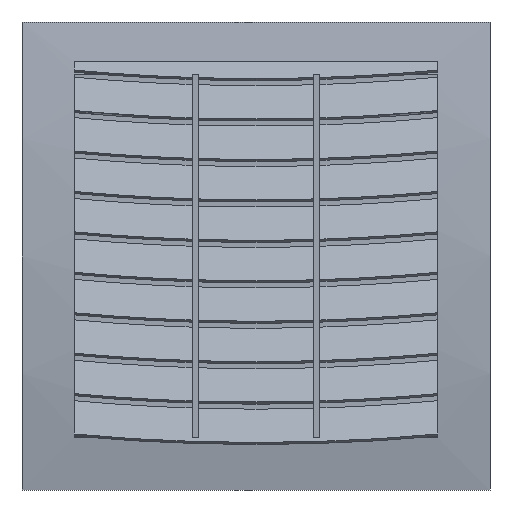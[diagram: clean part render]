
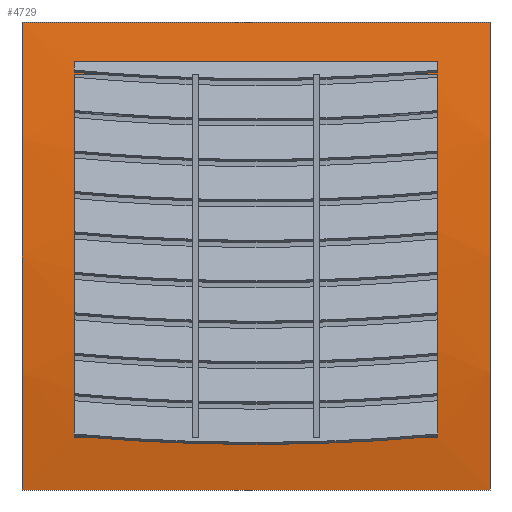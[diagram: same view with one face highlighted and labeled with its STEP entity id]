
A CAD part, front view. The second image highlights one B-rep face of the part: STEP entity #4729.
In plain terms, the highlighted cylindrical face has radius 582.812 mm (diameter 1165.62 mm), a partial arc.
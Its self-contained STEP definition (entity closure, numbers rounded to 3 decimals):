
#2501=CARTESIAN_POINT('POINT182',(-83.6,-21.182,
   66.604));
#2502=VERTEX_POINT('VERTEX182',#2501);
#2573=CARTESIAN_POINT('POINT188',(-83.6,-21.113,
   67.201));
#2574=VERTEX_POINT('VERTEX188',#2573);
#3334=CARTESIAN_POINT('POINT258',(83.6,-21.113,
   67.201));
#3335=VERTEX_POINT('VERTEX258',#3334);
#3406=CARTESIAN_POINT('POINT264',(83.6,-21.182,
   66.604));
#3407=VERTEX_POINT('VERTEX264',#3406);
#3446=CARTESIAN_POINT('POINT265',(-83.6,-19.545,
   -79.553));
#3447=VERTEX_POINT('VERTEX265',#3446);
#3462=CARTESIAN_POINT('POINT266',(83.6,-19.545,
   -79.553));
#3463=VERTEX_POINT('VERTEX266',#3462);
#3542=CARTESIAN_POINT('POINT273',(83.6,-19.266,
   -81.554));
#3543=VERTEX_POINT('VERTEX273',#3542);
#3558=CARTESIAN_POINT('POINT274',(-83.6,-19.266,
   -81.554));
#3559=VERTEX_POINT('VERTEX274',#3558);
#3721=CARTESIAN_POINT('POINT287',(-26.367,
   -18.973,-83.6));
#3722=VERTEX_POINT('VERTEX287',#3721);
#3732=CARTESIAN_POINT('POINT288',(-26.367,
   -18.973,83.6));
#3733=VERTEX_POINT('VERTEX288',#3732);
#3879=CARTESIAN_POINT('POINT295',(-29.367,
   -18.973,83.6));
#3880=VERTEX_POINT('VERTEX295',#3879);
#3890=CARTESIAN_POINT('POINT296',(-29.367,
   -18.973,-83.6));
#3891=VERTEX_POINT('VERTEX296',#3890);
#3984=CARTESIAN_POINT('POINT301',(29.367,
   -18.973,-83.6));
#3985=VERTEX_POINT('VERTEX301',#3984);
#3995=CARTESIAN_POINT('POINT302',(29.367,
   -18.973,83.6));
#3996=VERTEX_POINT('VERTEX302',#3995);
#4133=CARTESIAN_POINT('POINT307',(26.367,
   -18.973,83.6));
#4134=VERTEX_POINT('VERTEX307',#4133);
#4144=CARTESIAN_POINT('POINT308',(26.367,
   -18.973,-83.6));
#4145=VERTEX_POINT('VERTEX308',#4144);
#4235=CARTESIAN_POINT('POS442',(-107.5,-18.973,
   83.6));
#4236=DIRECTION('DIR587',(1.,0.,0.));
#4237=VECTOR('VEC297',#4236,1.);
#4238=LINE('STRAIGHT297',#4235,#4237);
#4239=EDGE_CURVE('EDGE453',#4134,#3996,#4238,.T.);
#4252=EDGE_CURVE('EDGE455',#3880,#3733,#4238,.T.);
#4259=CARTESIAN_POINT('POINT311',(83.6,-18.973,
   83.6));
#4260=VERTEX_POINT('VERTEX311',#4259);
#4267=EDGE_CURVE('EDGE457',#3996,#4260,#4238,.T.);
#4272=EDGE_CURVE('EDGE458',#3733,#4134,#4238,.T.);
#4277=CARTESIAN_POINT('POINT312',(-83.6,-18.973,
   83.6));
#4278=VERTEX_POINT('VERTEX312',#4277);
#4279=EDGE_CURVE('EDGE459',#4278,#3880,#4238,.T.);
#4295=CARTESIAN_POINT('POS447',(-83.6,557.812,
   0.));
#4296=DIRECTION('DIR593',(-1.,0.,
   0.));
#4297=DIRECTION('DIR594',(0.,-0.983,
   0.184));
#4298=AXIS2_PLACEMENT_3D('AXIS147',#4295,#4296,#4297);
#4299=CIRCLE('ELLIPSE77',#4298,582.812);
#4300=EDGE_CURVE('EDGE461',#2502,#2574,#4299,.T.);
#4312=EDGE_CURVE('EDGE462',#3559,#3447,#4299,.T.);
#4327=EDGE_CURVE('EDGE463',#2574,#4278,#4299,.T.);
#4333=EDGE_CURVE('EDGE464',#3447,#2502,#4299,.T.);
#4338=CARTESIAN_POINT('POINT313',(-83.6,-18.973,
   -83.6));
#4339=VERTEX_POINT('VERTEX313',#4338);
#4340=EDGE_CURVE('EDGE465',#4339,#3559,#4299,.T.);
#4400=CARTESIAN_POINT('POS452',(-107.5,-18.973,
   -83.6));
#4401=DIRECTION('DIR602',(-1.,0.,0.));
#4402=VECTOR('VEC302',#4401,1.);
#4403=LINE('STRAIGHT302',#4400,#4402);
#4404=EDGE_CURVE('EDGE467',#3722,#3891,#4403,.T.);
#4412=EDGE_CURVE('EDGE468',#3985,#4145,#4403,.T.);
#4420=EDGE_CURVE('EDGE469',#3891,#4339,#4403,.T.);
#4425=EDGE_CURVE('EDGE470',#4145,#3722,#4403,.T.);
#4430=CARTESIAN_POINT('POINT314',(83.6,-18.973,
   -83.6));
#4431=VERTEX_POINT('VERTEX314',#4430);
#4432=EDGE_CURVE('EDGE471',#4431,#3985,#4403,.T.);
#4448=CARTESIAN_POINT('POS455',(83.6,557.812,
   0.));
#4449=DIRECTION('DIR606',(1.,0.,
   0.));
#4450=DIRECTION('DIR607',(0.,-0.983,
   0.184));
#4451=AXIS2_PLACEMENT_3D('AXIS152',#4448,#4449,#4450);
#4452=CIRCLE('ELLIPSE78',#4451,582.812);
#4453=EDGE_CURVE('EDGE473',#3463,#3543,#4452,.T.);
#4466=EDGE_CURVE('EDGE474',#3335,#3407,#4452,.T.);
#4480=EDGE_CURVE('EDGE475',#3543,#4431,#4452,.T.);
#4485=EDGE_CURVE('EDGE476',#3407,#3463,#4452,.T.);
#4491=EDGE_CURVE('EDGE477',#4260,#3335,#4452,.T.);
#4551=CARTESIAN_POINT('POINT315',(-83.6,-18.544,
   86.506));
#4552=VERTEX_POINT('VERTEX315',#4551);
#4559=CARTESIAN_POINT('POINT316',(83.6,-18.544,
   86.506));
#4560=VERTEX_POINT('VERTEX316',#4559);
#4561=CARTESIAN_POINT('POS460',(-107.5,-18.544,
   86.506));
#4562=DIRECTION('DIR615',(-1.,0.,0.));
#4563=VECTOR('VEC305',#4562,1.);
#4564=LINE('STRAIGHT305',#4561,#4563);
#4565=EDGE_CURVE('EDGE479',#4560,#4552,#4564,.T.);
#4584=CARTESIAN_POINT('POINT317',(83.6,-18.109,
   89.358));
#4585=VERTEX_POINT('VERTEX317',#4584);
#4586=CARTESIAN_POINT('POS463',(83.6,
   557.812,0.));
#4587=DIRECTION('DIR619',(1.,0.,0.));
#4588=DIRECTION('DIR620',(0.,-0.983,
   0.184));
#4589=AXIS2_PLACEMENT_3D('AXIS157',#4586,#4587,#4588);
#4590=CIRCLE('ELLIPSE79',#4589,582.812);
#4591=EDGE_CURVE('EDGE481',#4585,#4560,#4590,.T.);
#4614=CARTESIAN_POINT('POINT318',(-83.6,-18.109,
   89.358));
#4615=VERTEX_POINT('VERTEX318',#4614);
#4616=CARTESIAN_POINT('POS466',(-107.5,-18.109,
   89.358));
#4617=DIRECTION('DIR624',(1.,0.,0.));
#4618=VECTOR('VEC308',#4617,1.);
#4619=LINE('STRAIGHT308',#4616,#4618);
#4620=EDGE_CURVE('EDGE483',#4615,#4585,#4619,.T.);
#4642=CARTESIAN_POINT('POS469',(-83.6,
   557.812,0.));
#4643=DIRECTION('DIR628',(-1.,0.,0.));
#4644=DIRECTION('DIR629',(0.,-0.983,
   0.184));
#4645=AXIS2_PLACEMENT_3D('AXIS160',#4642,#4643,#4644);
#4646=CIRCLE('ELLIPSE80',#4645,582.812);
#4647=EDGE_CURVE('EDGE485',#4552,#4615,#4646,.T.);
#4660=ORIENTED_EDGE('COEDGE947',*,*,#4647,.T.);
#4661=ORIENTED_EDGE('COEDGE948',*,*,#4620,.T.);
#4662=ORIENTED_EDGE('COEDGE949',*,*,#4591,.T.);
#4663=ORIENTED_EDGE('COEDGE950',*,*,#4565,.T.);
#4664=EDGE_LOOP('NONE',(#4660,#4661,#4662,#4663));
#4665=FACE_BOUND('LOOP1',#4664,.T.);
#4666=ORIENTED_EDGE('COEDGE951',*,*,#4491,.T.);
#4667=ORIENTED_EDGE('COEDGE952',*,*,#4466,.T.);
#4668=ORIENTED_EDGE('COEDGE953',*,*,#4485,.T.);
#4669=ORIENTED_EDGE('COEDGE954',*,*,#4453,.T.);
#4670=ORIENTED_EDGE('COEDGE955',*,*,#4480,.T.);
#4671=ORIENTED_EDGE('COEDGE956',*,*,#4432,.T.);
#4672=ORIENTED_EDGE('COEDGE957',*,*,#4412,.T.);
#4673=ORIENTED_EDGE('COEDGE958',*,*,#4425,.T.);
#4674=ORIENTED_EDGE('COEDGE959',*,*,#4404,.T.);
#4675=ORIENTED_EDGE('COEDGE960',*,*,#4420,.T.);
#4676=ORIENTED_EDGE('COEDGE961',*,*,#4340,.T.);
#4677=ORIENTED_EDGE('COEDGE962',*,*,#4312,.T.);
#4678=ORIENTED_EDGE('COEDGE963',*,*,#4333,.T.);
#4679=ORIENTED_EDGE('COEDGE964',*,*,#4300,.T.);
#4680=ORIENTED_EDGE('COEDGE965',*,*,#4327,.T.);
#4681=ORIENTED_EDGE('COEDGE966',*,*,#4279,.T.);
#4682=ORIENTED_EDGE('COEDGE967',*,*,#4252,.T.);
#4683=ORIENTED_EDGE('COEDGE968',*,*,#4272,.T.);
#4684=ORIENTED_EDGE('COEDGE969',*,*,#4239,.T.);
#4685=ORIENTED_EDGE('COEDGE970',*,*,#4267,.T.);
#4686=EDGE_LOOP('NONE',(#4666,#4667,#4668,#4669,#4670,#4671,#4672,#4673,
   #4674,#4675,#4676,#4677,#4678,#4679,#4680,#4681,#4682,#4683,#4684,
   #4685));
#4687=FACE_BOUND('LOOP1',#4686,.T.);
#4688=CARTESIAN_POINT('POINT319',(107.5,-15.,-107.5));
#4689=VERTEX_POINT('VERTEX319',#4688);
#4690=CARTESIAN_POINT('POINT320',(107.5,-15.,107.5));
#4691=VERTEX_POINT('VERTEX320',#4690);
#4692=CARTESIAN_POINT('POS471',(107.5,557.812,
   0.));
#4693=DIRECTION('DIR632',(-1.,0.,0.));
#4694=DIRECTION('DIR633',(0.,-0.983,
   0.184));
#4695=AXIS2_PLACEMENT_3D('AXIS162',#4692,#4693,#4694);
#4696=CIRCLE('ELLIPSE81',#4695,582.812);
#4697=EDGE_CURVE('EDGE486',#4689,#4691,#4696,.T.);
#4698=ORIENTED_EDGE('COEDGE971',*,*,#4697,.T.);
#4699=CARTESIAN_POINT('POINT321',(-107.5,-15.,107.5));
#4700=VERTEX_POINT('VERTEX321',#4699);
#4701=CARTESIAN_POINT('POS472',(107.5,-15.,107.5));
#4702=DIRECTION('DIR634',(1.,0.,
   0.));
#4703=VECTOR('VEC310',#4702,1.);
#4704=LINE('STRAIGHT310',#4701,#4703);
#4705=EDGE_CURVE('EDGE487',#4700,#4691,#4704,.T.);
#4706=ORIENTED_EDGE('COEDGE972',*,*,#4705,.F.);
#4707=CARTESIAN_POINT('POINT322',(-107.5,-15.,-107.5));
#4708=VERTEX_POINT('VERTEX322',#4707);
#4709=CARTESIAN_POINT('POS473',(-107.5,557.812,
   0.));
#4710=DIRECTION('DIR635',(1.,0.,0.));
#4711=DIRECTION('DIR636',(0.,-0.983,
   0.184));
#4712=AXIS2_PLACEMENT_3D('AXIS163',#4709,#4710,#4711);
#4713=CIRCLE('ELLIPSE82',#4712,582.812);
#4714=EDGE_CURVE('EDGE488',#4700,#4708,#4713,.T.);
#4715=ORIENTED_EDGE('COEDGE973',*,*,#4714,.T.);
#4716=CARTESIAN_POINT('POS474',(-107.5,-15.,-107.5));
#4717=DIRECTION('DIR637',(-1.,0.,
   0.));
#4718=VECTOR('VEC311',#4717,1.);
#4719=LINE('STRAIGHT311',#4716,#4718);
#4720=EDGE_CURVE('EDGE489',#4689,#4708,#4719,.T.);
#4721=ORIENTED_EDGE('COEDGE974',*,*,#4720,.F.);
#4722=EDGE_LOOP('NONE',(#4698,#4706,#4715,#4721));
#4723=FACE_BOUND('LOOP1',#4722,.T.);
#4724=CARTESIAN_POINT('POS475',(-107.5,557.812,
   0.));
#4725=DIRECTION('DIR638',(1.,0.,0.));
#4726=DIRECTION('DIR639',(0.,-0.983,
   0.184));
#4727=AXIS2_PLACEMENT_3D('AXIS164',#4724,#4725,#4726);
#4728=CYLINDRICAL_SURFACE('CONE_SURF39',#4727,582.812);
#4729=ADVANCED_FACE('FACE154',(#4665,#4687,#4723),#4728,.T.);
